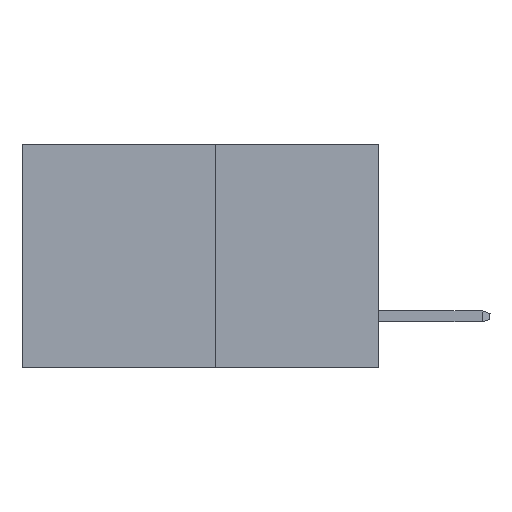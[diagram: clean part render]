
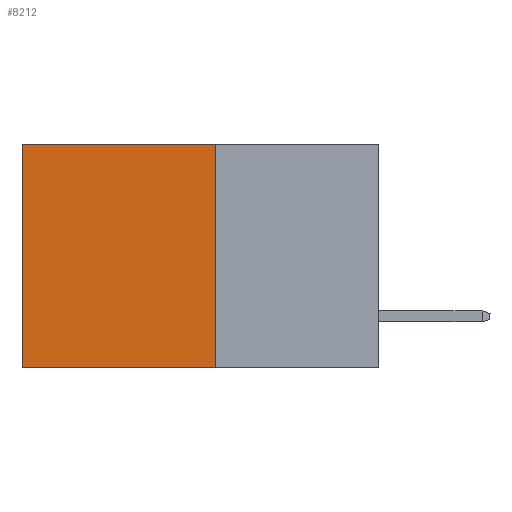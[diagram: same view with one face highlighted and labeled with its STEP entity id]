
A CAD part, left-side view. The second image highlights one B-rep face of the part: STEP entity #8212.
In plain terms, the highlighted planar face has unit normal (-1, 0, 0).
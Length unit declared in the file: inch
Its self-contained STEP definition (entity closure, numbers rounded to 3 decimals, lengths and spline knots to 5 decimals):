
#579 = LINE ( 'NONE', #3961, #4232 ) ;
#590 = PLANE ( 'NONE',  #1837 ) ;
#593 = CARTESIAN_POINT ( 'NONE',  ( 0.277, 0.27, -0.37 ) ) ;
#759 = LINE ( 'NONE', #2283, #6284 ) ;
#862 = ORIENTED_EDGE ( 'NONE', *, *, #5326, .F. ) ;
#902 = LINE ( 'NONE', #593, #4552 ) ;
#930 = DIRECTION ( 'NONE',  ( 0., 1., 0. ) ) ;
#1134 = LINE ( 'NONE', #9074, #2849 ) ;
#1324 = CARTESIAN_POINT ( 'NONE',  ( 0.277, 0.27, -0.37 ) ) ;
#1534 = EDGE_CURVE ( 'NONE', #9033, #2023, #759, .T. ) ;
#1837 = AXIS2_PLACEMENT_3D ( 'NONE', #1324, #6347, #2055 ) ;
#2023 = VERTEX_POINT ( 'NONE', #2706 ) ;
#2055 = DIRECTION ( 'NONE',  ( 0., 0., -1. ) ) ;
#2283 = CARTESIAN_POINT ( 'NONE',  ( 0.277, 0.27, -0.37 ) ) ;
#2470 = DIRECTION ( 'NONE',  ( 0., 0., -1. ) ) ;
#2574 = ORIENTED_EDGE ( 'NONE', *, *, #6825, .T. ) ;
#2706 = CARTESIAN_POINT ( 'NONE',  ( 0.277, 0.27, -0.37 ) ) ;
#2849 = VECTOR ( 'NONE', #6831, 39.37008 ) ;
#2957 = CARTESIAN_POINT ( 'NONE',  ( 0.277, 0.27, 0. ) ) ;
#3916 = DIRECTION ( 'NONE',  ( 0., 0., -1. ) ) ;
#3961 = CARTESIAN_POINT ( 'NONE',  ( 0.277, 0.59, -0.37 ) ) ;
#4232 = VECTOR ( 'NONE', #3916, 39.37008 ) ;
#4367 = CARTESIAN_POINT ( 'NONE',  ( 0.277, 0.59, -0.37 ) ) ;
#4492 = VERTEX_POINT ( 'NONE', #4367 ) ;
#4552 = VECTOR ( 'NONE', #930, 39.37008 ) ;
#4650 = ORIENTED_EDGE ( 'NONE', *, *, #5284, .T. ) ;
#5284 = EDGE_CURVE ( 'NONE', #9033, #8037, #1134, .T. ) ;
#5326 = EDGE_CURVE ( 'NONE', #2023, #4492, #902, .T. ) ;
#5376 = EDGE_LOOP ( 'NONE', ( #2574, #862, #6898, #4650 ) ) ;
#6284 = VECTOR ( 'NONE', #2470, 39.37008 ) ;
#6347 = DIRECTION ( 'NONE',  ( 1., 0., 0. ) ) ;
#6825 = EDGE_CURVE ( 'NONE', #8037, #4492, #579, .T. ) ;
#6831 = DIRECTION ( 'NONE',  ( 0., 1., 0. ) ) ;
#6898 = ORIENTED_EDGE ( 'NONE', *, *, #1534, .F. ) ;
#8037 = VERTEX_POINT ( 'NONE', #8889 ) ;
#8212 = ADVANCED_FACE ( 'NONE', ( #8456 ), #590, .F. ) ;
#8456 = FACE_OUTER_BOUND ( 'NONE', #5376, .T. ) ;
#8889 = CARTESIAN_POINT ( 'NONE',  ( 0.277, 0.59, 0. ) ) ;
#9033 = VERTEX_POINT ( 'NONE', #2957 ) ;
#9074 = CARTESIAN_POINT ( 'NONE',  ( 0.277, 0.27, 0. ) ) ;
